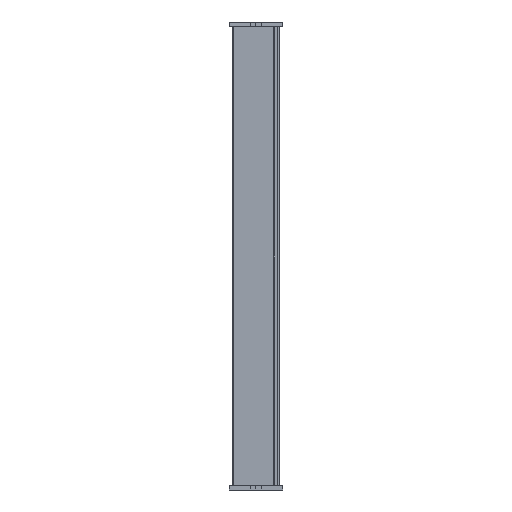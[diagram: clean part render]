
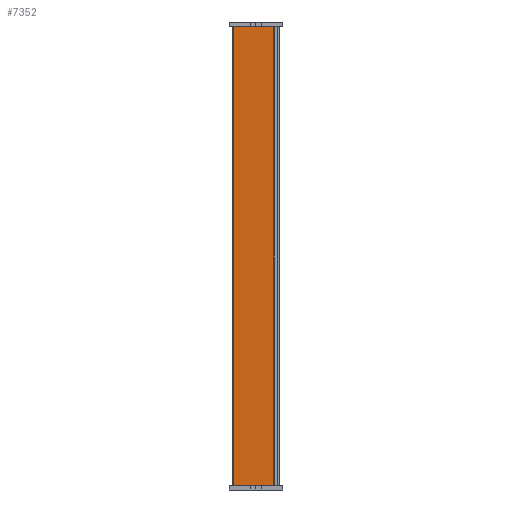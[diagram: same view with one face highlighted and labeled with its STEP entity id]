
A CAD part, left-side view. The second image highlights one B-rep face of the part: STEP entity #7352.
In plain terms, the highlighted planar face has unit normal (-0.999, 0.052, 0).
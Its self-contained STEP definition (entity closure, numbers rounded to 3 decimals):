
#774 = EDGE_LOOP ( 'NONE', ( #11202, #10460, #8645, #9121, #16850, #16031, #5201, #12905 ) ) ;
#1669 = CARTESIAN_POINT ( 'NONE',  ( -1.206, -28.852, -300. ) ) ;
#1706 = LINE ( 'NONE', #5941, #14678 ) ;
#1747 = DIRECTION ( 'NONE',  ( -0.052, -0.999, 0. ) ) ;
#2084 = DIRECTION ( 'NONE',  ( 0.052, 0.999, 0. ) ) ;
#2293 = PLANE ( 'NONE',  #12189 ) ;
#2834 = VERTEX_POINT ( 'NONE', #5753 ) ;
#2882 = CARTESIAN_POINT ( 'NONE',  ( 0.306, 0., -300. ) ) ;
#2968 = LINE ( 'NONE', #7208, #3364 ) ;
#3364 = VECTOR ( 'NONE', #16291, 1000. ) ;
#3588 = DIRECTION ( 'NONE',  ( 0.052, 0.999, 0. ) ) ;
#3805 = CARTESIAN_POINT ( 'NONE',  ( -1.255, -29.8, 0. ) ) ;
#4971 = LINE ( 'NONE', #6390, #14513 ) ;
#5201 = ORIENTED_EDGE ( 'NONE', *, *, #10238, .F. ) ;
#5292 = CARTESIAN_POINT ( 'NONE',  ( 0.306, 0., 0. ) ) ;
#5753 = CARTESIAN_POINT ( 'NONE',  ( 0.207, -1.895, 0. ) ) ;
#5941 = CARTESIAN_POINT ( 'NONE',  ( 0.306, 0., -300. ) ) ;
#5943 = EDGE_CURVE ( 'NONE', #10928, #14165, #4971, .T. ) ;
#6163 = VECTOR ( 'NONE', #13033, 1000. ) ;
#6340 = EDGE_CURVE ( 'NONE', #7515, #12393, #11853, .T. ) ;
#6390 = CARTESIAN_POINT ( 'NONE',  ( -1.258, -29.85, -300. ) ) ;
#6560 = LINE ( 'NONE', #5292, #6163 ) ;
#7208 = CARTESIAN_POINT ( 'NONE',  ( 0.312, 0.099, 0. ) ) ;
#7352 = ADVANCED_FACE ( 'NONE', ( #14271 ), #2293, .F. ) ;
#7505 = VERTEX_POINT ( 'NONE', #3805 ) ;
#7515 = VERTEX_POINT ( 'NONE', #15550 ) ;
#7937 = CARTESIAN_POINT ( 'NONE',  ( -1.255, -29.8, -300. ) ) ;
#8183 = VECTOR ( 'NONE', #13233, 1000. ) ;
#8407 = LINE ( 'NONE', #7937, #8802 ) ;
#8417 = VECTOR ( 'NONE', #8564, 1000. ) ;
#8420 = LINE ( 'NONE', #12051, #14918 ) ;
#8564 = DIRECTION ( 'NONE',  ( 0., 0., 1. ) ) ;
#8645 = ORIENTED_EDGE ( 'NONE', *, *, #6340, .F. ) ;
#8802 = VECTOR ( 'NONE', #9096, 1000. ) ;
#9096 = DIRECTION ( 'NONE',  ( 0., 0., -1. ) ) ;
#9121 = ORIENTED_EDGE ( 'NONE', *, *, #16265, .F. ) ;
#9291 = VERTEX_POINT ( 'NONE', #11152 ) ;
#9810 = EDGE_CURVE ( 'NONE', #15514, #7505, #8420, .T. ) ;
#10058 = CARTESIAN_POINT ( 'NONE',  ( 0.306, 0., -300. ) ) ;
#10238 = EDGE_CURVE ( 'NONE', #7505, #14165, #8407, .T. ) ;
#10314 = DIRECTION ( 'NONE',  ( -0.052, -0.999, 0. ) ) ;
#10391 = CARTESIAN_POINT ( 'NONE',  ( 0.306, 0., 0. ) ) ;
#10460 = ORIENTED_EDGE ( 'NONE', *, *, #12700, .T. ) ;
#10494 = EDGE_CURVE ( 'NONE', #10928, #9291, #1706, .T. ) ;
#10928 = VERTEX_POINT ( 'NONE', #1669 ) ;
#11152 = CARTESIAN_POINT ( 'NONE',  ( 0.207, -1.895, -300. ) ) ;
#11202 = ORIENTED_EDGE ( 'NONE', *, *, #13832, .T. ) ;
#11382 = DIRECTION ( 'NONE',  ( 0.999, -0.052, 0. ) ) ;
#11853 = LINE ( 'NONE', #16320, #8417 ) ;
#12038 = LINE ( 'NONE', #2882, #8183 ) ;
#12051 = CARTESIAN_POINT ( 'NONE',  ( 0.306, 0., 0. ) ) ;
#12189 = AXIS2_PLACEMENT_3D ( 'NONE', #10058, #11382, #3588 ) ;
#12393 = VERTEX_POINT ( 'NONE', #10391 ) ;
#12700 = EDGE_CURVE ( 'NONE', #2834, #12393, #2968, .T. ) ;
#12905 = ORIENTED_EDGE ( 'NONE', *, *, #9810, .F. ) ;
#13033 = DIRECTION ( 'NONE',  ( 0.052, 0.999, 0. ) ) ;
#13233 = DIRECTION ( 'NONE',  ( 0.052, 0.999, 0. ) ) ;
#13832 = EDGE_CURVE ( 'NONE', #15514, #2834, #6560, .T. ) ;
#14165 = VERTEX_POINT ( 'NONE', #16684 ) ;
#14271 = FACE_OUTER_BOUND ( 'NONE', #774, .T. ) ;
#14513 = VECTOR ( 'NONE', #10314, 1000. ) ;
#14678 = VECTOR ( 'NONE', #2084, 1000. ) ;
#14918 = VECTOR ( 'NONE', #1747, 1000. ) ;
#15274 = CARTESIAN_POINT ( 'NONE',  ( -1.206, -28.852, 0. ) ) ;
#15514 = VERTEX_POINT ( 'NONE', #15274 ) ;
#15550 = CARTESIAN_POINT ( 'NONE',  ( 0.306, 0., -300. ) ) ;
#16031 = ORIENTED_EDGE ( 'NONE', *, *, #5943, .T. ) ;
#16265 = EDGE_CURVE ( 'NONE', #9291, #7515, #12038, .T. ) ;
#16291 = DIRECTION ( 'NONE',  ( 0.052, 0.999, 0. ) ) ;
#16320 = CARTESIAN_POINT ( 'NONE',  ( 0.306, 0., -300. ) ) ;
#16684 = CARTESIAN_POINT ( 'NONE',  ( -1.255, -29.8, -300. ) ) ;
#16850 = ORIENTED_EDGE ( 'NONE', *, *, #10494, .F. ) ;
